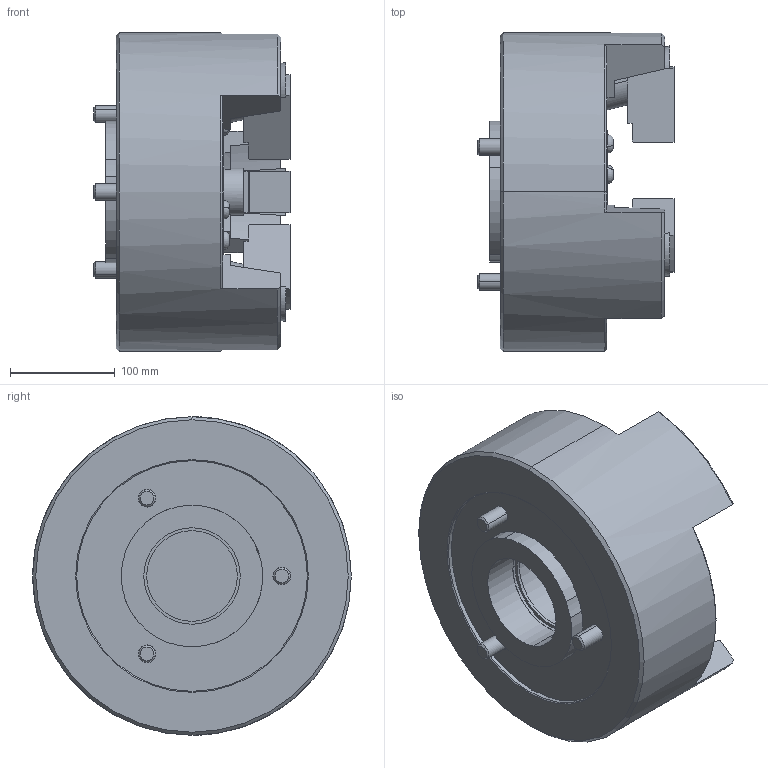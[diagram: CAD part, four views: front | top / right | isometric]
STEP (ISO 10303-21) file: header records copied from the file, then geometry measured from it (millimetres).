
FILE_DESCRIPTION (( 'STEP AP203' ), '1' );
FILE_NAME ('CF-3U-212.STEP', '2020-09-04T03:09:51', ( '' ), ( '' ), 'SwSTEP 2.0', 'SolidWorks 2016', '' );
FILE_SCHEMA (( 'CONFIG_CONTROL_DESIGN' ));
Length unit declared in the file: millimetre
Products named in the file (9): CF-3U-212-08000; CF-3U-212-01000; 圓頭內六角螺栓_M16x105; CF-3U-212-02000; 圓頭內六角螺栓_M14x35; CF-3U-212-03000; 半圓頭六角孔螺栓_M10x16; CF-3U-212-07000; CF-3U-212
Assembly tree (16 placements, depth 2):
  CF-3U-212
    CF-3U-212-01000
    CF-3U-212-02000
    CF-3U-212-03000  x3
    CF-3U-212-07000  x3
    CF-3U-212-08000
    圓頭內六角螺栓_M16x105  x3
    圓頭內六角螺栓_M14x35
    半圓頭六角孔螺栓_M10x16  x3
Bounding box: 187 x 304 x 304 mm (x, y, z)
Volume: 7577958.1 mm3; surface area: 579846 mm2
Topology: 16 solids, 16 shells, 413 faces, 967 edges, 602 vertices
Faces by surface type: plane 190, cylinder 126, cone 86, torus 11
Entity records: 8599 total; most frequent: CARTESIAN_POINT 1427, DIRECTION 1368, ORIENTED_EDGE 1190, EDGE_CURVE 595, AXIS2_PLACEMENT_3D 545, VERTEX_POINT 380, EDGE_LOOP 285, LINE 278
